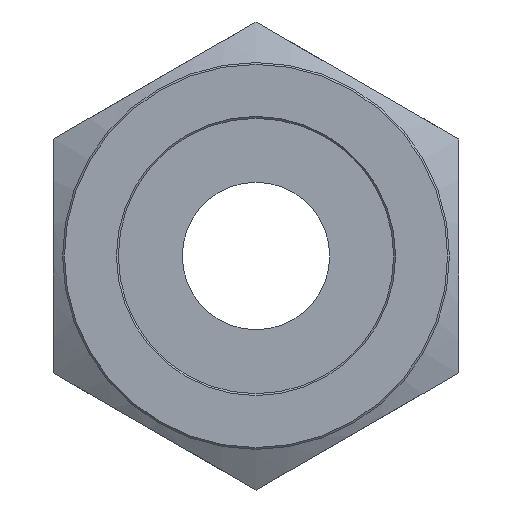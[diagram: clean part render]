
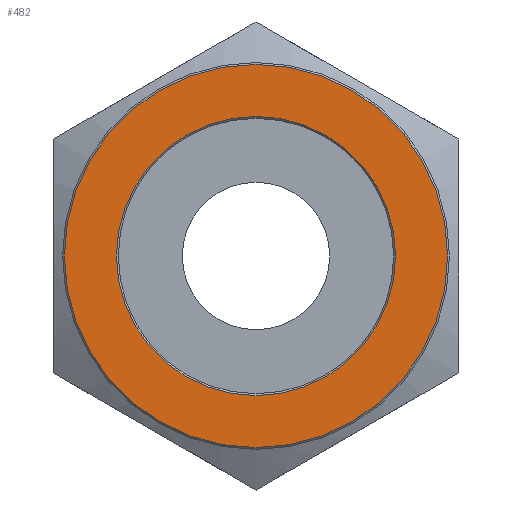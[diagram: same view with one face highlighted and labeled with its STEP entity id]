
A CAD part, front view. The second image highlights one B-rep face of the part: STEP entity #482.
In plain terms, the highlighted planar face has unit normal (0, -1, 0).
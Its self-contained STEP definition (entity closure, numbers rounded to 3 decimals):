
#50=PLANE('',#516);
#97=ORIENTED_EDGE('',*,*,#155,.T.);
#98=ORIENTED_EDGE('',*,*,#156,.T.);
#155=EDGE_CURVE('',#184,#184,#201,.T.);
#156=EDGE_CURVE('',#185,#185,#202,.F.);
#184=VERTEX_POINT('',#745);
#185=VERTEX_POINT('',#747);
#201=CIRCLE('',#517,7.575);
#202=CIRCLE('',#518,10.4);
#225=EDGE_LOOP('',(#97));
#226=EDGE_LOOP('',(#98));
#267=FACE_BOUND('',#225,.T.);
#268=FACE_BOUND('',#226,.T.);
#482=ADVANCED_FACE('',(#267,#268),#50,.F.);
#516=AXIS2_PLACEMENT_3D('',#743,#579,#580);
#517=AXIS2_PLACEMENT_3D('',#744,#581,#582);
#518=AXIS2_PLACEMENT_3D('',#746,#583,#584);
#579=DIRECTION('',(0.,1.,0.));
#580=DIRECTION('',(0.,0.,1.));
#581=DIRECTION('',(0.,1.,0.));
#582=DIRECTION('',(0.,0.,1.));
#583=DIRECTION('',(0.,1.,0.));
#584=DIRECTION('',(0.,0.,1.));
#743=CARTESIAN_POINT('',(0.,-2.,0.));
#744=CARTESIAN_POINT('',(0.,-2.,0.));
#745=CARTESIAN_POINT('',(0.,-2.,7.575));
#746=CARTESIAN_POINT('',(0.,-2.,0.));
#747=CARTESIAN_POINT('',(0.,-2.,10.4));
